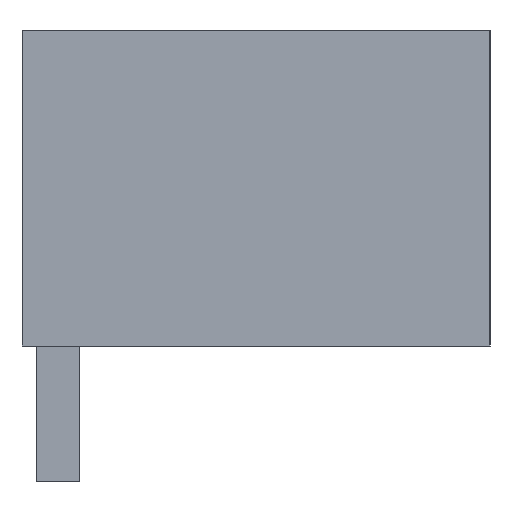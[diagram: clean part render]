
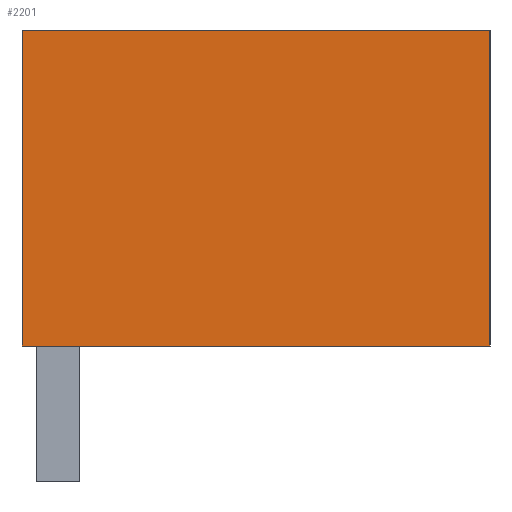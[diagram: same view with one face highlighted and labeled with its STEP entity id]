
A CAD part, left-side view. The second image highlights one B-rep face of the part: STEP entity #2201.
In plain terms, the highlighted planar face has unit normal (-1, 0, 0).
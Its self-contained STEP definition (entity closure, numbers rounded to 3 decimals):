
#2188=AXIS2_PLACEMENT_3D('Plane Axis2P3D',#2185,#2186,#2187) ;
#598=CARTESIAN_POINT('Vertex',(0.,11.05,3.2)) ;
#601=CARTESIAN_POINT('Line Origine',(0.,11.05,6.925)) ;
#605=CARTESIAN_POINT('Vertex',(0.,11.05,10.65)) ;
#855=CARTESIAN_POINT('Line Origine',(0.,5.525,3.2)) ;
#859=CARTESIAN_POINT('Vertex',(0.,0.,3.2)) ;
#1622=CARTESIAN_POINT('Line Origine',(0.,5.525,10.65)) ;
#1626=CARTESIAN_POINT('Vertex',(0.,0.,10.65)) ;
#2185=CARTESIAN_POINT('Axis2P3D Location',(0.,11.05,0.)) ;
#2190=CARTESIAN_POINT('Line Origine',(0.,0.,6.925)) ;
#602=DIRECTION('Vector Direction',(0.,0.,-1.)) ;
#856=DIRECTION('Vector Direction',(0.,1.,0.)) ;
#1623=DIRECTION('Vector Direction',(0.,-1.,0.)) ;
#2186=DIRECTION('Axis2P3D Direction',(-1.,0.,0.)) ;
#2187=DIRECTION('Axis2P3D XDirection',(0.,-1.,0.)) ;
#2191=DIRECTION('Vector Direction',(0.,0.,1.)) ;
#603=VECTOR('Line Direction',#602,1.) ;
#857=VECTOR('Line Direction',#856,1.) ;
#1624=VECTOR('Line Direction',#1623,1.) ;
#2192=VECTOR('Line Direction',#2191,1.) ;
#2196=ORIENTED_EDGE('',*,*,#607,.T.) ;
#2197=ORIENTED_EDGE('',*,*,#861,.T.) ;
#2198=ORIENTED_EDGE('',*,*,#2194,.T.) ;
#2199=ORIENTED_EDGE('',*,*,#1628,.T.) ;
#2201=ADVANCED_FACE('HOUSING',(#2200),#2189,.T.) ;
#607=EDGE_CURVE('',#606,#599,#604,.T.) ;
#861=EDGE_CURVE('',#599,#860,#858,.F.) ;
#1628=EDGE_CURVE('',#1627,#606,#1625,.F.) ;
#2194=EDGE_CURVE('',#860,#1627,#2193,.T.) ;
#2195=EDGE_LOOP('',(#2196,#2197,#2198,#2199)) ;
#2200=FACE_OUTER_BOUND('',#2195,.T.) ;
#604=LINE('Line',#601,#603) ;
#858=LINE('Line',#855,#857) ;
#1625=LINE('Line',#1622,#1624) ;
#2193=LINE('Line',#2190,#2192) ;
#2189=PLANE('',#2188) ;
#599=VERTEX_POINT('',#598) ;
#606=VERTEX_POINT('',#605) ;
#860=VERTEX_POINT('',#859) ;
#1627=VERTEX_POINT('',#1626) ;
